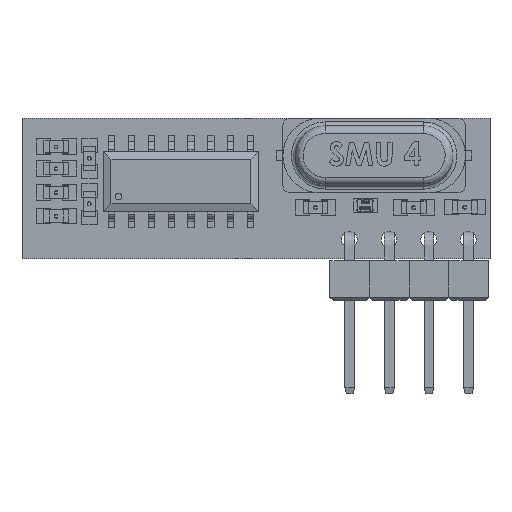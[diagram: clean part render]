
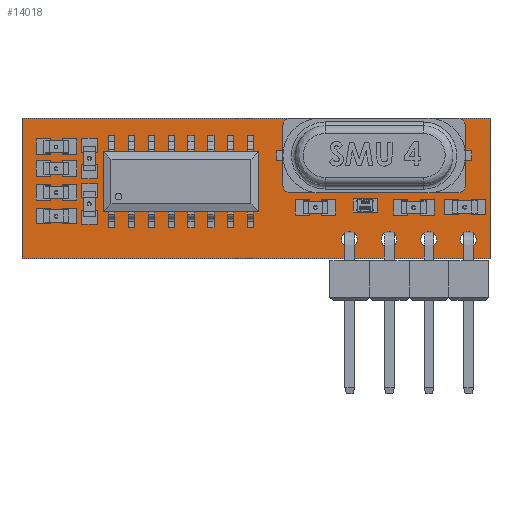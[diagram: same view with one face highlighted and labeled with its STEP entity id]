
A CAD part, top view. The second image highlights one B-rep face of the part: STEP entity #14018.
In plain terms, the highlighted planar face has unit normal (0, 0, 1).
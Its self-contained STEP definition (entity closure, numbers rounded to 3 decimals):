
#291 = VERTEX_POINT ( 'NONE', #6314 ) ;
#442 = AXIS2_PLACEMENT_3D ( 'NONE', #23422, #34676, #21177 ) ;
#451 = CARTESIAN_POINT ( 'NONE',  ( 30., 0., 0.401 ) ) ;
#527 = DIRECTION ( 'NONE',  ( 0., 0., -1. ) ) ;
#850 = ORIENTED_EDGE ( 'NONE', *, *, #5079, .T. ) ;
#1236 = VERTEX_POINT ( 'NONE', #22704 ) ;
#1282 = DIRECTION ( 'NONE',  ( -1., 0., 0. ) ) ;
#1601 = VERTEX_POINT ( 'NONE', #7839 ) ;
#1752 = AXIS2_PLACEMENT_3D ( 'NONE', #8727, #35917, #8003 ) ;
#1890 = ORIENTED_EDGE ( 'NONE', *, *, #22649, .T. ) ;
#2502 = VERTEX_POINT ( 'NONE', #451 ) ;
#2640 = VERTEX_POINT ( 'NONE', #18638 ) ;
#2886 = DIRECTION ( 'NONE',  ( 0., -1., 0. ) ) ;
#3593 = CIRCLE ( 'NONE', #28144, 0.508 ) ;
#3665 = CARTESIAN_POINT ( 'NONE',  ( 20.99, -7.8, 0.401 ) ) ;
#3797 = DIRECTION ( 'NONE',  ( -1., 0., 0. ) ) ;
#4257 = EDGE_CURVE ( 'NONE', #26783, #1236, #33167, .T. ) ;
#4526 = CARTESIAN_POINT ( 'NONE',  ( 30., -9., 0.401 ) ) ;
#4672 = VERTEX_POINT ( 'NONE', #24455 ) ;
#5079 = EDGE_CURVE ( 'NONE', #33495, #27615, #15558, .T. ) ;
#5237 = CARTESIAN_POINT ( 'NONE',  ( 28.102, -7.8, 0.401 ) ) ;
#5951 = EDGE_LOOP ( 'NONE', ( #12565, #23114 ) ) ;
#6051 = DIRECTION ( 'NONE',  ( -1., 0., 0. ) ) ;
#6302 = EDGE_CURVE ( 'NONE', #15446, #8648, #10788, .T. ) ;
#6314 = CARTESIAN_POINT ( 'NONE',  ( 24.038, -7.8, 0.401 ) ) ;
#6387 = EDGE_LOOP ( 'NONE', ( #34098, #12759 ) ) ;
#6974 = DIRECTION ( 'NONE',  ( 0., 0., -1. ) ) ;
#7839 = CARTESIAN_POINT ( 'NONE',  ( 23.022, -7.8, 0.401 ) ) ;
#8003 = DIRECTION ( 'NONE',  ( -1., 0., 0. ) ) ;
#8476 = LINE ( 'NONE', #14459, #19218 ) ;
#8517 = DIRECTION ( 'NONE',  ( -1., 0., 0. ) ) ;
#8648 = VERTEX_POINT ( 'NONE', #19132 ) ;
#8727 = CARTESIAN_POINT ( 'NONE',  ( 28.61, -7.8, 0.401 ) ) ;
#9550 = DIRECTION ( 'NONE',  ( 0., 0., -1. ) ) ;
#9636 = EDGE_CURVE ( 'NONE', #4672, #33495, #30544, .T. ) ;
#9649 = EDGE_LOOP ( 'NONE', ( #21636, #22176 ) ) ;
#9934 = EDGE_LOOP ( 'NONE', ( #1890, #33112, #35845, #850 ) ) ;
#10049 = EDGE_CURVE ( 'NONE', #32926, #2640, #11074, .T. ) ;
#10788 = CIRCLE ( 'NONE', #15453, 0.508 ) ;
#11074 = CIRCLE ( 'NONE', #18044, 0.508 ) ;
#11439 = AXIS2_PLACEMENT_3D ( 'NONE', #31170, #14412, #6051 ) ;
#12008 = CARTESIAN_POINT ( 'NONE',  ( 23.53, -7.8, 0.401 ) ) ;
#12132 = EDGE_CURVE ( 'NONE', #8648, #15446, #14657, .T. ) ;
#12243 = DIRECTION ( 'NONE',  ( -1., 0., 0. ) ) ;
#12565 = ORIENTED_EDGE ( 'NONE', *, *, #30460, .T. ) ;
#12759 = ORIENTED_EDGE ( 'NONE', *, *, #12132, .T. ) ;
#13262 = FACE_BOUND ( 'NONE', #13542, .T. ) ;
#13542 = EDGE_LOOP ( 'NONE', ( #22335, #15822 ) ) ;
#13892 = CARTESIAN_POINT ( 'NONE',  ( 23.53, -7.8, 0.401 ) ) ;
#14018 = ADVANCED_FACE ( 'NONE', ( #16362, #13262, #18942, #27607, #30206 ), #19303, .F. ) ;
#14412 = DIRECTION ( 'NONE',  ( 0., 0., -1. ) ) ;
#14459 = CARTESIAN_POINT ( 'NONE',  ( 30., -9., 0.401 ) ) ;
#14510 = CIRCLE ( 'NONE', #16885, 0.508 ) ;
#14657 = CIRCLE ( 'NONE', #31111, 0.508 ) ;
#15053 = LINE ( 'NONE', #15427, #30689 ) ;
#15112 = DIRECTION ( 'NONE',  ( 0., 0., -1. ) ) ;
#15427 = CARTESIAN_POINT ( 'NONE',  ( 30., 0., 0.401 ) ) ;
#15446 = VERTEX_POINT ( 'NONE', #28567 ) ;
#15453 = AXIS2_PLACEMENT_3D ( 'NONE', #3665, #19887, #31142 ) ;
#15558 = LINE ( 'NONE', #26779, #21947 ) ;
#15822 = ORIENTED_EDGE ( 'NONE', *, *, #17480, .T. ) ;
#16277 = DIRECTION ( 'NONE',  ( -1., 0., 0. ) ) ;
#16362 = FACE_BOUND ( 'NONE', #5951, .T. ) ;
#16885 = AXIS2_PLACEMENT_3D ( 'NONE', #12008, #15112, #1282 ) ;
#17020 = DIRECTION ( 'NONE',  ( 0., 1., 0. ) ) ;
#17071 = CARTESIAN_POINT ( 'NONE',  ( 20.99, -7.8, 0.401 ) ) ;
#17273 = EDGE_CURVE ( 'NONE', #1601, #291, #14510, .T. ) ;
#17480 = EDGE_CURVE ( 'NONE', #1236, #26783, #23335, .T. ) ;
#18044 = AXIS2_PLACEMENT_3D ( 'NONE', #35249, #9550, #12243 ) ;
#18166 = EDGE_CURVE ( 'NONE', #291, #1601, #3593, .T. ) ;
#18638 = CARTESIAN_POINT ( 'NONE',  ( 25.562, -7.8, 0.401 ) ) ;
#18671 = DIRECTION ( 'NONE',  ( 1., 0., 0. ) ) ;
#18942 = FACE_BOUND ( 'NONE', #6387, .T. ) ;
#19132 = CARTESIAN_POINT ( 'NONE',  ( 21.498, -7.8, 0.401 ) ) ;
#19218 = VECTOR ( 'NONE', #17020, 1000. ) ;
#19283 = CARTESIAN_POINT ( 'NONE',  ( 0., 0., 0.401 ) ) ;
#19303 = PLANE ( 'NONE',  #26459 ) ;
#19887 = DIRECTION ( 'NONE',  ( 0., 0., -1. ) ) ;
#21177 = DIRECTION ( 'NONE',  ( -1., 0., 0. ) ) ;
#21636 = ORIENTED_EDGE ( 'NONE', *, *, #17273, .T. ) ;
#21778 = VECTOR ( 'NONE', #2886, 1000. ) ;
#21945 = CIRCLE ( 'NONE', #11439, 0.508 ) ;
#21947 = VECTOR ( 'NONE', #18671, 1000. ) ;
#22176 = ORIENTED_EDGE ( 'NONE', *, *, #18166, .T. ) ;
#22335 = ORIENTED_EDGE ( 'NONE', *, *, #4257, .T. ) ;
#22649 = EDGE_CURVE ( 'NONE', #27615, #2502, #8476, .T. ) ;
#22704 = CARTESIAN_POINT ( 'NONE',  ( 29.118, -7.8, 0.401 ) ) ;
#22967 = CARTESIAN_POINT ( 'NONE',  ( 0., -9., 0.401 ) ) ;
#23114 = ORIENTED_EDGE ( 'NONE', *, *, #10049, .T. ) ;
#23335 = CIRCLE ( 'NONE', #1752, 0.508 ) ;
#23422 = CARTESIAN_POINT ( 'NONE',  ( 28.61, -7.8, 0.401 ) ) ;
#24455 = CARTESIAN_POINT ( 'NONE',  ( 0., 0., 0.401 ) ) ;
#26459 = AXIS2_PLACEMENT_3D ( 'NONE', #22967, #527, #31636 ) ;
#26779 = CARTESIAN_POINT ( 'NONE',  ( 0., -9., 0.401 ) ) ;
#26783 = VERTEX_POINT ( 'NONE', #5237 ) ;
#27607 = FACE_BOUND ( 'NONE', #9649, .T. ) ;
#27615 = VERTEX_POINT ( 'NONE', #4526 ) ;
#28062 = DIRECTION ( 'NONE',  ( 0., 0., -1. ) ) ;
#28144 = AXIS2_PLACEMENT_3D ( 'NONE', #13892, #28062, #16277 ) ;
#28567 = CARTESIAN_POINT ( 'NONE',  ( 20.482, -7.8, 0.401 ) ) ;
#30206 = FACE_OUTER_BOUND ( 'NONE', #9934, .T. ) ;
#30460 = EDGE_CURVE ( 'NONE', #2640, #32926, #21945, .T. ) ;
#30544 = LINE ( 'NONE', #19283, #21778 ) ;
#30689 = VECTOR ( 'NONE', #3797, 1000. ) ;
#31111 = AXIS2_PLACEMENT_3D ( 'NONE', #17071, #6974, #8517 ) ;
#31142 = DIRECTION ( 'NONE',  ( -1., 0., 0. ) ) ;
#31170 = CARTESIAN_POINT ( 'NONE',  ( 26.07, -7.8, 0.401 ) ) ;
#31392 = CARTESIAN_POINT ( 'NONE',  ( 26.578, -7.8, 0.401 ) ) ;
#31636 = DIRECTION ( 'NONE',  ( -1., 0., 0. ) ) ;
#32926 = VERTEX_POINT ( 'NONE', #31392 ) ;
#33112 = ORIENTED_EDGE ( 'NONE', *, *, #35732, .T. ) ;
#33167 = CIRCLE ( 'NONE', #442, 0.508 ) ;
#33305 = CARTESIAN_POINT ( 'NONE',  ( 0., -9., 0.401 ) ) ;
#33495 = VERTEX_POINT ( 'NONE', #33305 ) ;
#34098 = ORIENTED_EDGE ( 'NONE', *, *, #6302, .T. ) ;
#34676 = DIRECTION ( 'NONE',  ( 0., 0., -1. ) ) ;
#35249 = CARTESIAN_POINT ( 'NONE',  ( 26.07, -7.8, 0.401 ) ) ;
#35732 = EDGE_CURVE ( 'NONE', #2502, #4672, #15053, .T. ) ;
#35845 = ORIENTED_EDGE ( 'NONE', *, *, #9636, .T. ) ;
#35917 = DIRECTION ( 'NONE',  ( 0., 0., -1. ) ) ;
